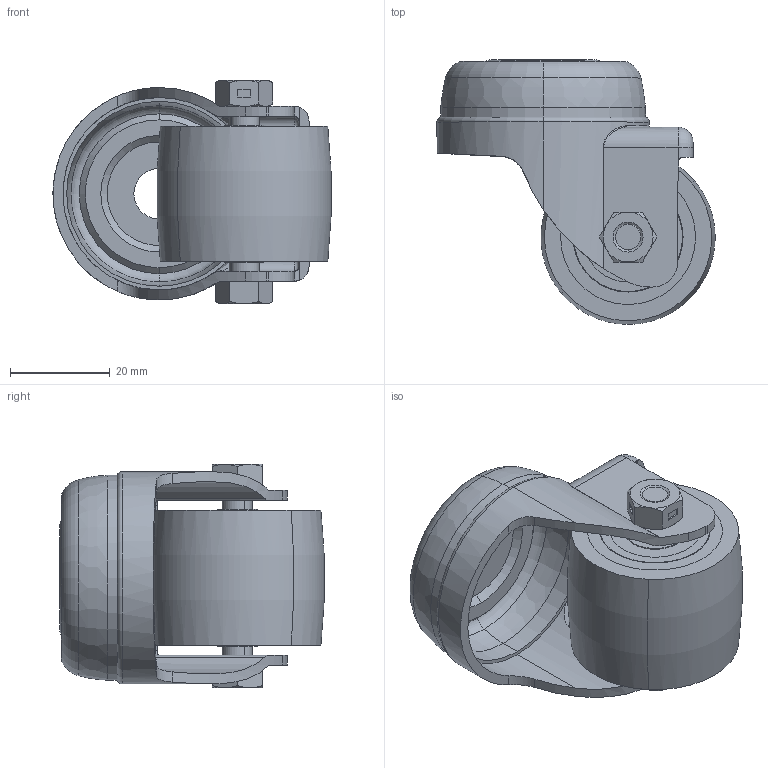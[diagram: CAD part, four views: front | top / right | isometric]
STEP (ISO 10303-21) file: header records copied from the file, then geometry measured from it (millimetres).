
FILE_DESCRIPTION (( 'STEP AP214' ), '1' );
FILE_NAME ('0051035.step', '2022-08-10T11:04:11', ( '' ), ( '' ), 'SwSTEP 2.0', 'SolidWorks 2020', '' );
FILE_SCHEMA (( 'AUTOMOTIVE_DESIGN' ));
Length unit declared in the file: millimetre
Products named in the file (1): 0051035
Bounding box: 55.66 x 52.92 x 44.7 mm (x, y, z)
Volume: 31700.3 mm3; surface area: 30165.7 mm2
Topology: 17 solids, 17 shells, 285 faces, 617 edges, 370 vertices
Faces by surface type: cylinder 101, plane 78, torus 62, cone 40, bspline 4
Entity records: 11687 total; most frequent: CARTESIAN_POINT 1973, DIRECTION 1450, ORIENTED_EDGE 1234, AXIS2_PLACEMENT_3D 619, EDGE_CURVE 617, VERTEX_POINT 370, CIRCLE 337, EDGE_LOOP 325
